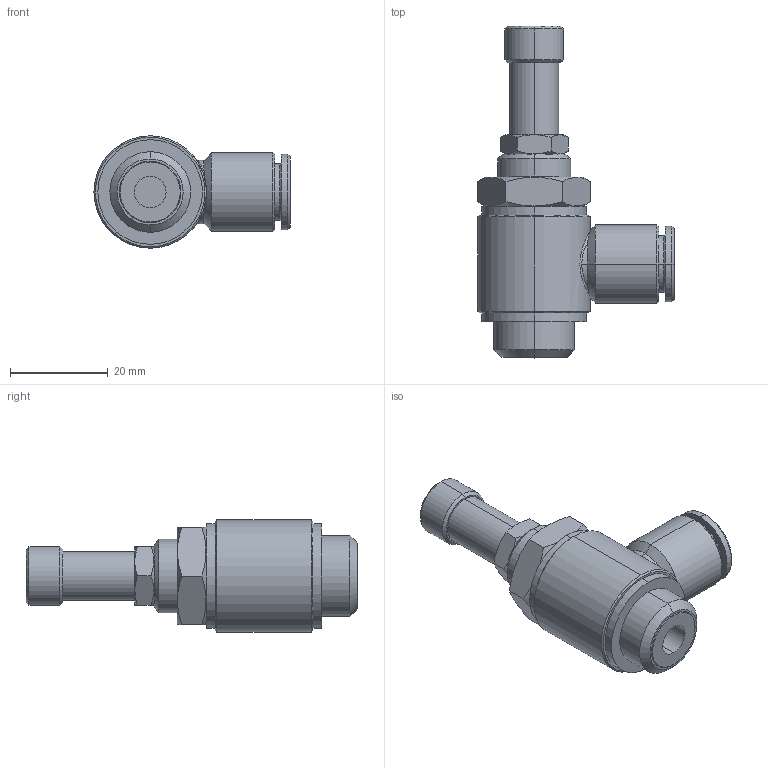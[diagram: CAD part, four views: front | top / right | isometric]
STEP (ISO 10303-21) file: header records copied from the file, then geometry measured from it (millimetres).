
FILE_DESCRIPTION (( 'STEP AP203' ), '1' );
FILE_NAME ('04270B53.STEP', '2010-05-07T06:39:48', ( '' ), ( 'sopra-pneumatic' ), 'SwSTEP 2.0', 'SolidWorks 2009', '' );
FILE_SCHEMA (( 'CONFIG_CONTROL_DESIGN' ));
Length unit declared in the file: millimetre
Products named in the file (1): 04270B53
Bounding box: 40.2 x 67.89 x 23 mm (x, y, z)
Volume: 17831.3 mm3; surface area: 6452.1 mm2
Topology: 1 solids, 3 shells, 101 faces, 213 edges, 133 vertices
Faces by surface type: cone 34, cylinder 34, plane 31, bspline 2
Entity records: 4045 total; most frequent: CARTESIAN_POINT 1810, DIRECTION 462, ORIENTED_EDGE 426, EDGE_CURVE 213, AXIS2_PLACEMENT_3D 193, VERTEX_POINT 133, EDGE_LOOP 116, ADVANCED_FACE 101
